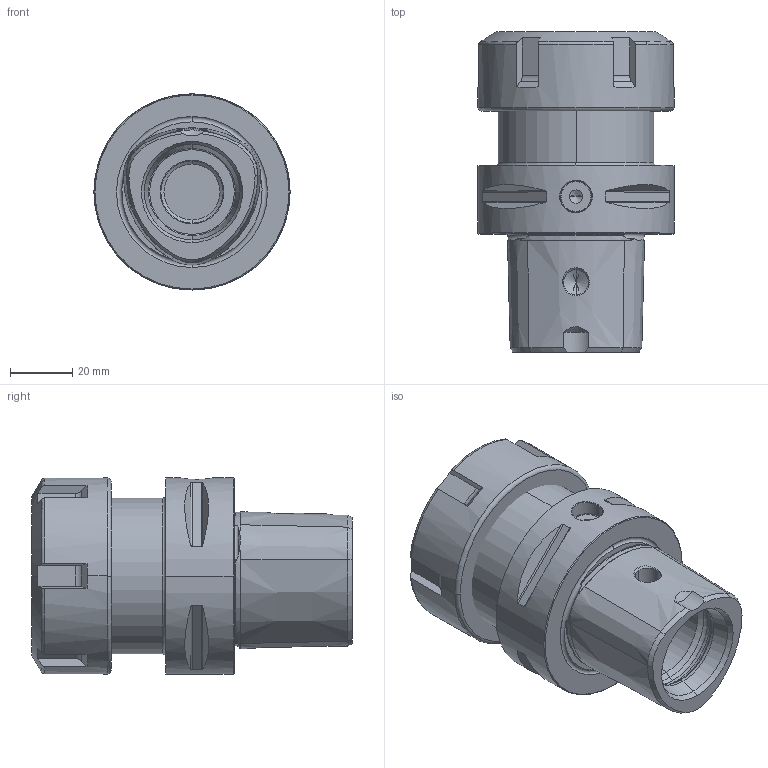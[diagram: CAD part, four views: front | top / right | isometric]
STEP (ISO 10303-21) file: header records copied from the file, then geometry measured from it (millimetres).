
FILE_DESCRIPTION((''),'2;1');
FILE_NAME('CC6-025-40_ASM','2011-09-13T',('mei'),(''),'PRO/ENGINEER BY PARAMETRIC TECHNOLOGY CORPORATION, 2010430','PRO/ENGINEER BY PARAMETRIC TECHNOLOGY CORPORATION, 2010430','');
FILE_SCHEMA(('CONFIG_CONTROL_DESIGN'));
Length unit declared in the file: millimetre
Products named in the file (3): CC6-025-40; 83-912-40; CC6-025-40_ASM
Assembly tree (2 placements, depth 2):
  CC6-025-40_ASM
    CC6-025-40
    83-912-40
Bounding box: 63 x 103 x 63 mm (x, y, z)
Volume: 191246.5 mm3; surface area: 39605.4 mm2
Topology: 2 solids, 3 shells, 162 faces, 406 edges, 254 vertices
Faces by surface type: plane 51, cone 42, cylinder 41, torus 26, bspline 2
Entity records: 5725 total; most frequent: CARTESIAN_POINT 1898, ORIENTED_EDGE 798, DIRECTION 758, EDGE_CURVE 402, AXIS2_PLACEMENT_3D 307, VERTEX_POINT 254, EDGE_LOOP 176, FACE_OUTER_BOUND 162
